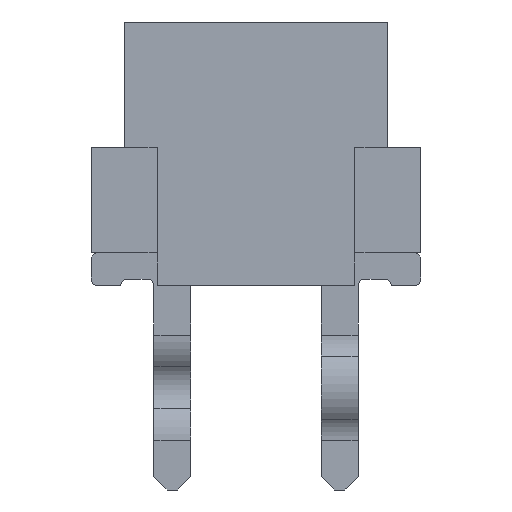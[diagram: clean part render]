
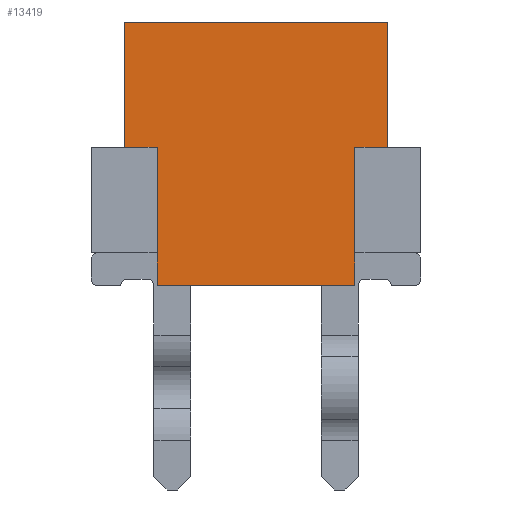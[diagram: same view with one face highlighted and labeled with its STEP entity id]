
A CAD part, front view. The second image highlights one B-rep face of the part: STEP entity #13419.
In plain terms, the highlighted face is planar.
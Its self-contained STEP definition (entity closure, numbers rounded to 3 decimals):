
#292=PLANE('',#14186);
#1250=LINE('',#19213,#2434);
#1301=LINE('',#19326,#2485);
#1306=LINE('',#19337,#2490);
#1338=LINE('',#19399,#2522);
#1342=LINE('',#19407,#2526);
#1344=LINE('',#19410,#2528);
#1345=LINE('',#19412,#2529);
#1346=LINE('',#19413,#2530);
#1347=LINE('',#19415,#2531);
#1348=LINE('',#19417,#2532);
#2434=VECTOR('',#16329,1000.);
#2485=VECTOR('',#16432,1000.);
#2490=VECTOR('',#16439,1000.);
#2522=VECTOR('',#16487,1000.);
#2526=VECTOR('',#16493,1000.);
#2528=VECTOR('',#16497,1000.);
#2529=VECTOR('',#16500,1000.);
#2530=VECTOR('',#16501,1000.);
#2531=VECTOR('',#16502,1000.);
#2532=VECTOR('',#16503,1000.);
#4886=ORIENTED_EDGE('',*,*,#6829,.F.);
#4887=ORIENTED_EDGE('',*,*,#6873,.F.);
#4888=ORIENTED_EDGE('',*,*,#6872,.F.);
#4889=ORIENTED_EDGE('',*,*,#6834,.F.);
#4890=ORIENTED_EDGE('',*,*,#6874,.F.);
#4891=ORIENTED_EDGE('',*,*,#6875,.F.);
#4892=ORIENTED_EDGE('',*,*,#6876,.F.);
#4893=ORIENTED_EDGE('',*,*,#6866,.F.);
#4894=ORIENTED_EDGE('',*,*,#6870,.F.);
#4895=ORIENTED_EDGE('',*,*,#6776,.F.);
#6776=EDGE_CURVE('',#7863,#7269,#1250,.T.);
#6829=EDGE_CURVE('',#7891,#7863,#1301,.T.);
#6834=EDGE_CURVE('',#7896,#7897,#1306,.T.);
#6866=EDGE_CURVE('',#7918,#7919,#1338,.T.);
#6870=EDGE_CURVE('',#7269,#7918,#1342,.T.);
#6872=EDGE_CURVE('',#7897,#7400,#1344,.T.);
#6873=EDGE_CURVE('',#7400,#7891,#1345,.T.);
#6874=EDGE_CURVE('',#7922,#7896,#1346,.T.);
#6875=EDGE_CURVE('',#7923,#7922,#1347,.T.);
#6876=EDGE_CURVE('',#7919,#7923,#1348,.T.);
#7269=VERTEX_POINT('',#17421);
#7400=VERTEX_POINT('',#17815);
#7863=VERTEX_POINT('',#19212);
#7891=VERTEX_POINT('',#19325);
#7896=VERTEX_POINT('',#19336);
#7897=VERTEX_POINT('',#19338);
#7918=VERTEX_POINT('',#19398);
#7919=VERTEX_POINT('',#19400);
#7922=VERTEX_POINT('',#19414);
#7923=VERTEX_POINT('',#19416);
#8688=EDGE_LOOP('',(#4886,#4887,#4888,#4889,#4890,#4891,#4892,#4893,#4894,
#4895));
#9214=FACE_BOUND('',#8688,.T.);
#13419=ADVANCED_FACE('',(#9214),#292,.F.);
#14186=AXIS2_PLACEMENT_3D('',#19411,#16498,#16499);
#16329=DIRECTION('',(0.,0.,1.));
#16432=DIRECTION('',(0.,-1.,0.));
#16439=DIRECTION('',(0.,-1.,0.));
#16487=DIRECTION('',(0.,-1.,0.));
#16493=DIRECTION('',(0.,0.,1.));
#16497=DIRECTION('',(0.,0.,-1.));
#16498=DIRECTION('',(-1.,0.,0.));
#16499=DIRECTION('',(0.,0.,1.));
#16500=DIRECTION('',(0.,0.,-1.));
#16501=DIRECTION('',(0.,0.,-1.));
#16502=DIRECTION('',(0.,1.,0.));
#16503=DIRECTION('',(0.,0.,1.));
#17421=CARTESIAN_POINT('',(4.075,-1.5,-1.6));
#17815=CARTESIAN_POINT('',(4.075,1.5,-1.6));
#19212=CARTESIAN_POINT('',(4.075,-1.5,-2.1));
#19213=CARTESIAN_POINT('',(4.075,-1.5,-2.1));
#19325=CARTESIAN_POINT('',(4.075,1.5,-2.1));
#19326=CARTESIAN_POINT('',(4.075,1.5,-2.1));
#19336=CARTESIAN_POINT('',(4.075,2.,0.));
#19337=CARTESIAN_POINT('',(4.075,2.,0.));
#19338=CARTESIAN_POINT('',(4.075,1.5,0.));
#19398=CARTESIAN_POINT('',(4.075,-1.5,0.));
#19399=CARTESIAN_POINT('',(4.075,-1.5,0.));
#19400=CARTESIAN_POINT('',(4.075,-2.,0.));
#19407=CARTESIAN_POINT('',(4.075,-1.5,-2.1));
#19410=CARTESIAN_POINT('',(4.075,1.5,0.));
#19411=CARTESIAN_POINT('',(4.075,0.,0.));
#19412=CARTESIAN_POINT('',(4.075,1.5,0.));
#19413=CARTESIAN_POINT('',(4.075,2.,1.9));
#19414=CARTESIAN_POINT('',(4.075,2.,1.9));
#19415=CARTESIAN_POINT('',(4.075,-2.,1.9));
#19416=CARTESIAN_POINT('',(4.075,-2.,1.9));
#19417=CARTESIAN_POINT('',(4.075,-2.,0.));
